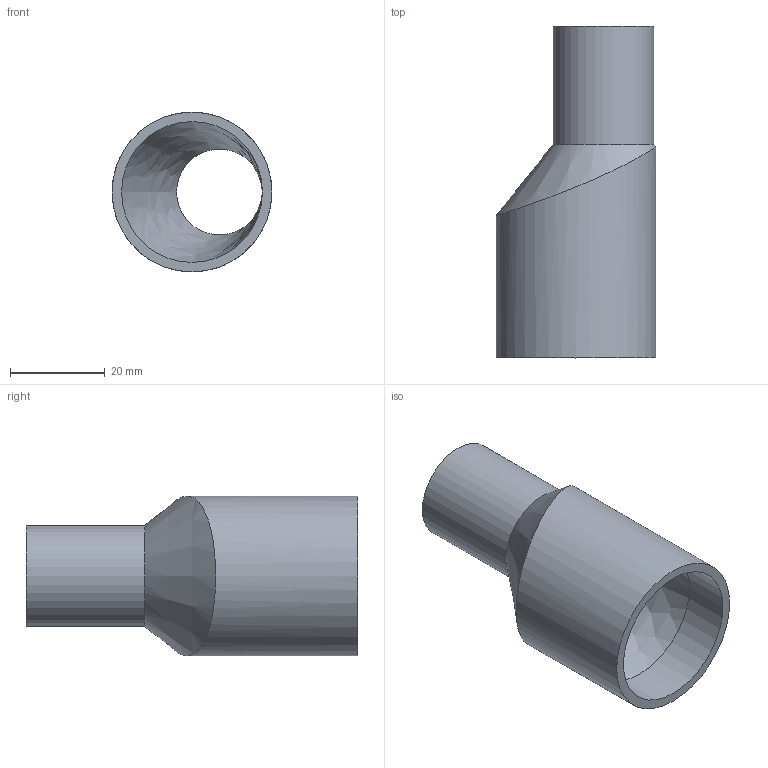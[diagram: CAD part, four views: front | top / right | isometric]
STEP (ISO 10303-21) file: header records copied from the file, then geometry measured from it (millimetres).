
FILE_DESCRIPTION(('RE_33,7x2-21,3x1,6_L70_V10'),'2;1');
FILE_NAME('RE_33,7x2-21,3x1,6_L70_V10.stp','2013-11-02T16:28:41',('DOCKWEILER AG'),('DOCKWEILER AG'),'Autodesk Inventor 2012','Autodesk Inventor 2012','');
FILE_SCHEMA(('CONFIG_CONTROL_DESIGN'));
Length unit declared in the file: millimetre
Products named in the file (1): N0006_002_001_009
Bounding box: 33.7 x 70 x 33.7 mm (x, y, z)
Volume: 16741.5 mm3; surface area: 11707.7 mm2
Topology: 1 solids, 1 shells, 8 faces, 15 edges, 9 vertices
Faces by surface type: cylinder 4, plane 2, bspline 1, cone 1
Full cylindrical faces by diameter (mm): 18.1 x1, 21.3 x1, 29.7 x1, 33.7 x1
Entity records: 253 total; most frequent: CARTESIAN_POINT 91, DIRECTION 30, ORIENTED_EDGE 16, EDGE_LOOP 16, AXIS2_PLACEMENT_3D 15, VERTEX_POINT 8, EDGE_CURVE 8, FACE_OUTER_BOUND 8
